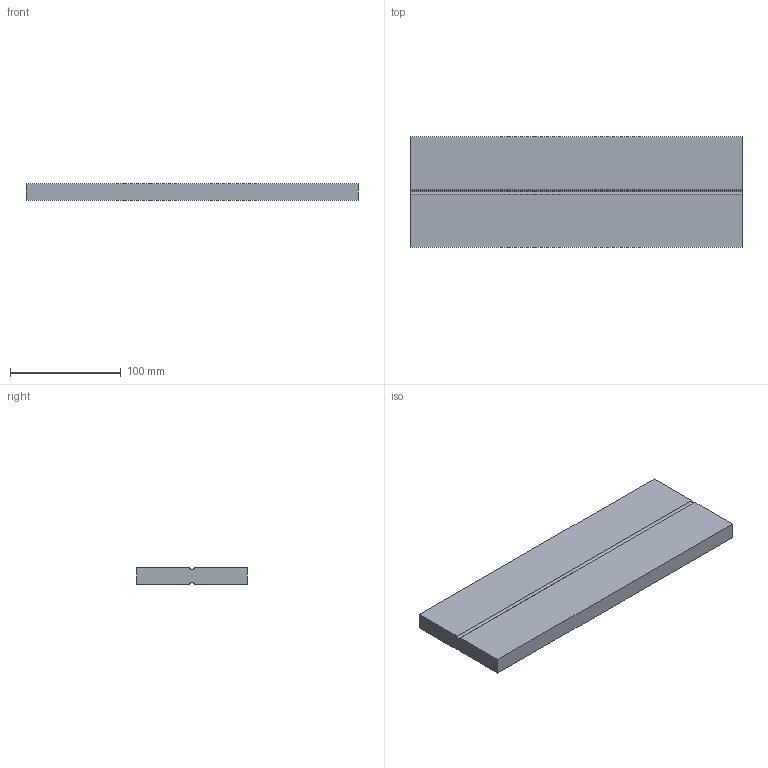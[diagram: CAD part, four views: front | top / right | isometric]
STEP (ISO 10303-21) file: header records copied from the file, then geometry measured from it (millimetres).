
FILE_DESCRIPTION (( 'STEP AP203' ), '1' );
FILE_NAME ('Áã¼þ1.STEP', '2022-10-13T08:22:57', ( '' ), ( '' ), 'SwSTEP 2.0', 'SolidWorks 2019', '' );
FILE_SCHEMA (( 'CONFIG_CONTROL_DESIGN' ));
Length unit declared in the file: centimetre
Products named in the file (1): 錨璃1
Bounding box: 300 x 100 x 15 mm (x, y, z)
Volume: 446230.1 mm3; surface area: 73344.8 mm2
Topology: 1 solids, 1 shells, 11 faces, 27 edges, 18 vertices
Faces by surface type: plane 8, cylinder 3
Entity records: 404 total; most frequent: CARTESIAN_POINT 57, DIRECTION 57, ORIENTED_EDGE 54, EDGE_CURVE 27, LINE 21, VECTOR 21, AXIS2_PLACEMENT_3D 18, VERTEX_POINT 18
